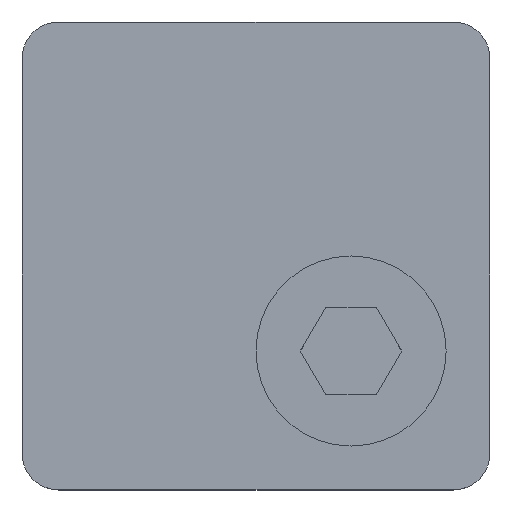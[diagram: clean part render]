
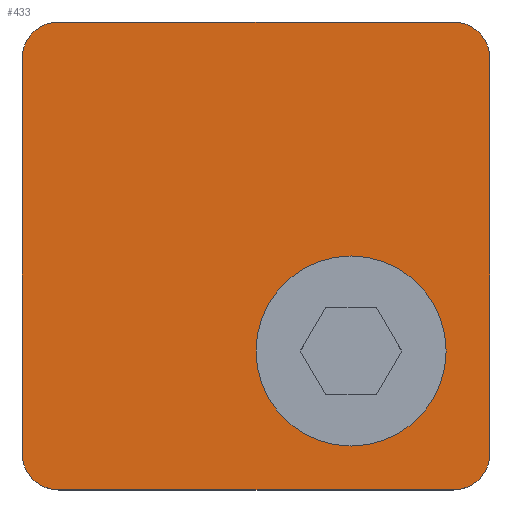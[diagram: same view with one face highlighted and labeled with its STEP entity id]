
A CAD part, top view. The second image highlights one B-rep face of the part: STEP entity #433.
In plain terms, the highlighted planar face has unit normal (0, 0, 1).
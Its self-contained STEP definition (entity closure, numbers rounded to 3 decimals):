
#31=FACE_BOUND('',#105,.T.);
#44=PLANE('',#498);
#75=FACE_OUTER_BOUND('',#104,.T.);
#104=EDGE_LOOP('',(#369,#370,#371,#372,#373,#374,#375,#376));
#105=EDGE_LOOP('',(#377));
#140=LINE('',#733,#179);
#141=LINE('',#735,#180);
#142=LINE('',#739,#181);
#143=LINE('',#743,#182);
#179=VECTOR('',#604,1.);
#180=VECTOR('',#605,1.);
#181=VECTOR('',#608,1.);
#182=VECTOR('',#611,1.);
#199=CIRCLE('',#490,6.5);
#203=CIRCLE('',#497,2.5);
#204=CIRCLE('',#499,2.5);
#205=CIRCLE('',#500,2.5);
#206=CIRCLE('',#501,2.5);
#228=VERTEX_POINT('',#712);
#232=VERTEX_POINT('',#724);
#234=VERTEX_POINT('',#728);
#235=VERTEX_POINT('',#732);
#236=VERTEX_POINT('',#734);
#237=VERTEX_POINT('',#736);
#238=VERTEX_POINT('',#738);
#239=VERTEX_POINT('',#740);
#240=VERTEX_POINT('',#742);
#275=EDGE_CURVE('',#228,#228,#199,.T.);
#282=EDGE_CURVE('',#232,#234,#203,.T.);
#283=EDGE_CURVE('',#235,#232,#140,.T.);
#284=EDGE_CURVE('',#234,#236,#141,.T.);
#285=EDGE_CURVE('',#236,#237,#204,.T.);
#286=EDGE_CURVE('',#237,#238,#142,.T.);
#287=EDGE_CURVE('',#238,#239,#205,.T.);
#288=EDGE_CURVE('',#239,#240,#143,.T.);
#289=EDGE_CURVE('',#240,#235,#206,.T.);
#369=ORIENTED_EDGE('',*,*,#283,.T.);
#370=ORIENTED_EDGE('',*,*,#282,.T.);
#371=ORIENTED_EDGE('',*,*,#284,.T.);
#372=ORIENTED_EDGE('',*,*,#285,.T.);
#373=ORIENTED_EDGE('',*,*,#286,.T.);
#374=ORIENTED_EDGE('',*,*,#287,.T.);
#375=ORIENTED_EDGE('',*,*,#288,.T.);
#376=ORIENTED_EDGE('',*,*,#289,.T.);
#377=ORIENTED_EDGE('',*,*,#275,.T.);
#433=ADVANCED_FACE('',(#75,#31),#44,.T.);
#490=AXIS2_PLACEMENT_3D('',#714,#583,#584);
#497=AXIS2_PLACEMENT_3D('',#730,#600,#601);
#498=AXIS2_PLACEMENT_3D('',#731,#602,#603);
#499=AXIS2_PLACEMENT_3D('',#737,#606,#607);
#500=AXIS2_PLACEMENT_3D('',#741,#609,#610);
#501=AXIS2_PLACEMENT_3D('',#744,#612,#613);
#583=DIRECTION('center_axis',(0.,0.,
-1.));
#584=DIRECTION('ref_axis',(0.,-1.,0.));
#600=DIRECTION('center_axis',(0.,0.,
1.));
#601=DIRECTION('ref_axis',(0.,-1.,0.));
#602=DIRECTION('center_axis',(0.,0.,
1.));
#603=DIRECTION('ref_axis',(0.,-1.,0.));
#604=DIRECTION('',(1.,0.,0.));
#605=DIRECTION('',(0.,1.,0.));
#606=DIRECTION('center_axis',(0.,0.,
1.));
#607=DIRECTION('ref_axis',(0.,-1.,0.));
#608=DIRECTION('',(-1.,0.,0.));
#609=DIRECTION('center_axis',(0.,0.,
1.));
#610=DIRECTION('ref_axis',(0.,-1.,0.));
#611=DIRECTION('',(0.,-1.,0.));
#612=DIRECTION('center_axis',(0.,0.,
1.));
#613=DIRECTION('ref_axis',(0.,-1.,0.));
#712=CARTESIAN_POINT('',(-7.,-16.5,32.));
#714=CARTESIAN_POINT('Origin',(-7.,-23.,32.));
#724=CARTESIAN_POINT('',(0.,-32.5,32.));
#728=CARTESIAN_POINT('',(2.5,-30.,32.));
#730=CARTESIAN_POINT('Origin',(0.,-30.,32.));
#731=CARTESIAN_POINT('Origin',(-13.5,-16.5,32.));
#732=CARTESIAN_POINT('',(-27.,-32.5,32.));
#733=CARTESIAN_POINT('',(-13.5,-32.5,32.));
#734=CARTESIAN_POINT('',(2.5,-3.,32.));
#735=CARTESIAN_POINT('',(2.5,-16.5,32.));
#736=CARTESIAN_POINT('',(0.,-0.5,32.));
#737=CARTESIAN_POINT('Origin',(0.,-3.,32.));
#738=CARTESIAN_POINT('',(-27.,-0.5,32.));
#739=CARTESIAN_POINT('',(-13.5,-0.5,32.));
#740=CARTESIAN_POINT('',(-29.5,-3.,32.));
#741=CARTESIAN_POINT('Origin',(-27.,-3.,32.));
#742=CARTESIAN_POINT('',(-29.5,-30.,32.));
#743=CARTESIAN_POINT('',(-29.5,-16.5,32.));
#744=CARTESIAN_POINT('Origin',(-27.,-30.,32.));
